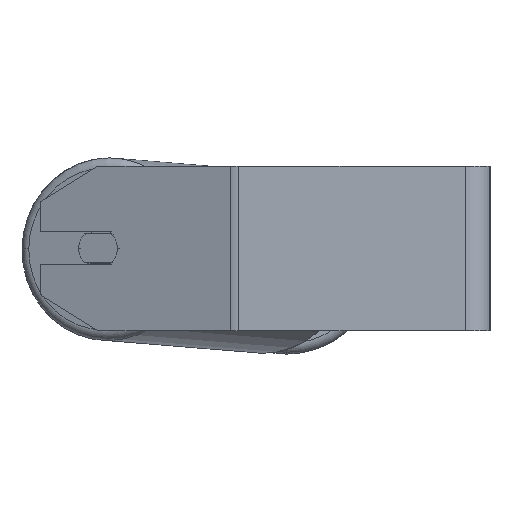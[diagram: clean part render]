
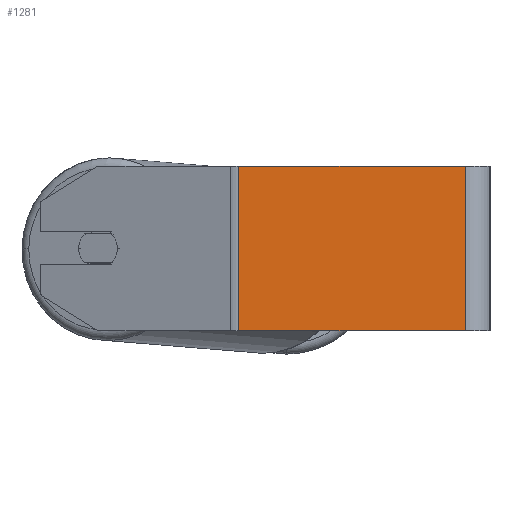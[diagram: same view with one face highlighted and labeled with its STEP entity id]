
A CAD part, left-side view. The second image highlights one B-rep face of the part: STEP entity #1281.
In plain terms, the highlighted planar face has unit normal (-1, 0, 0).
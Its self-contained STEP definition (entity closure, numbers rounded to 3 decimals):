
#14 = AXIS2_PLACEMENT_3D ( 'NONE', #4683, #3435, #3931 ) ;
#44 = VECTOR ( 'NONE', #6421, 1000. ) ;
#85 = LINE ( 'NONE', #6868, #7971 ) ;
#351 = VECTOR ( 'NONE', #6749, 1000. ) ;
#693 = ORIENTED_EDGE ( 'NONE', *, *, #5078, .T. ) ;
#1074 = EDGE_CURVE ( 'NONE', #7330, #2769, #2367, .T. ) ;
#1281 = ADVANCED_FACE ( 'NONE', ( #7336 ), #2674, .F. ) ;
#1300 = CARTESIAN_POINT ( 'NONE',  ( -400., 12., -40. ) ) ;
#1701 = CARTESIAN_POINT ( 'NONE',  ( -400., 124.423, -40. ) ) ;
#1997 = CARTESIAN_POINT ( 'NONE',  ( -400., 12., 40. ) ) ;
#2367 = LINE ( 'NONE', #7296, #5545 ) ;
#2379 = ORIENTED_EDGE ( 'NONE', *, *, #1074, .F. ) ;
#2674 = PLANE ( 'NONE',  #14 ) ;
#2758 = VERTEX_POINT ( 'NONE', #1300 ) ;
#2769 = VERTEX_POINT ( 'NONE', #1997 ) ;
#2787 = DIRECTION ( 'NONE',  ( 0., 0., -1. ) ) ;
#3380 = CARTESIAN_POINT ( 'NONE',  ( -400., 122.307, 40. ) ) ;
#3435 = DIRECTION ( 'NONE',  ( 1., 0., 0. ) ) ;
#3750 = ORIENTED_EDGE ( 'NONE', *, *, #5003, .F. ) ;
#3931 = DIRECTION ( 'NONE',  ( 0., 0., -1. ) ) ;
#4131 = LINE ( 'NONE', #4847, #351 ) ;
#4476 = LINE ( 'NONE', #1701, #44 ) ;
#4513 = DIRECTION ( 'NONE',  ( 0., -1., 0. ) ) ;
#4683 = CARTESIAN_POINT ( 'NONE',  ( -400., 124.423, 40. ) ) ;
#4847 = CARTESIAN_POINT ( 'NONE',  ( -400., 122.307, 40. ) ) ;
#5003 = EDGE_CURVE ( 'NONE', #2769, #2758, #85, .T. ) ;
#5078 = EDGE_CURVE ( 'NONE', #6728, #2758, #4476, .T. ) ;
#5545 = VECTOR ( 'NONE', #4513, 1000. ) ;
#6167 = EDGE_CURVE ( 'NONE', #7330, #6728, #4131, .T. ) ;
#6373 = ORIENTED_EDGE ( 'NONE', *, *, #6167, .T. ) ;
#6421 = DIRECTION ( 'NONE',  ( 0., -1., 0. ) ) ;
#6728 = VERTEX_POINT ( 'NONE', #8693 ) ;
#6749 = DIRECTION ( 'NONE',  ( 0., 0., -1. ) ) ;
#6868 = CARTESIAN_POINT ( 'NONE',  ( -400., 12., 40. ) ) ;
#6911 = EDGE_LOOP ( 'NONE', ( #693, #3750, #2379, #6373 ) ) ;
#7296 = CARTESIAN_POINT ( 'NONE',  ( -400., 124.423, 40. ) ) ;
#7330 = VERTEX_POINT ( 'NONE', #3380 ) ;
#7336 = FACE_OUTER_BOUND ( 'NONE', #6911, .T. ) ;
#7971 = VECTOR ( 'NONE', #2787, 1000. ) ;
#8693 = CARTESIAN_POINT ( 'NONE',  ( -400., 122.307, -40. ) ) ;
